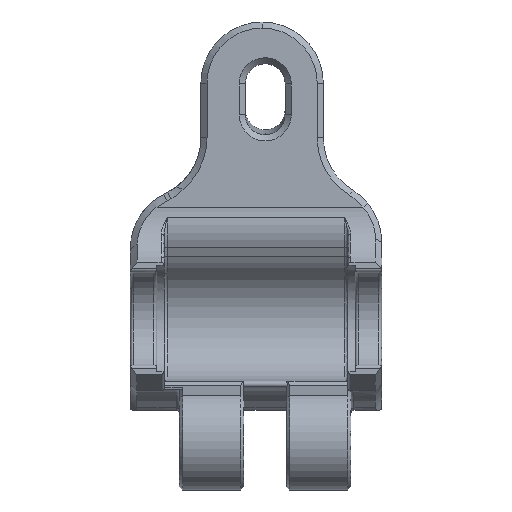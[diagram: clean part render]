
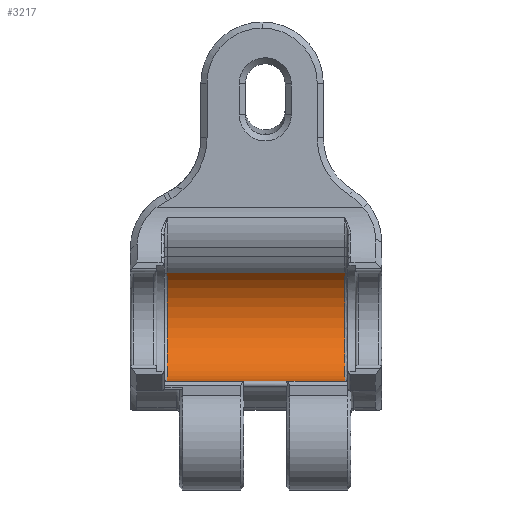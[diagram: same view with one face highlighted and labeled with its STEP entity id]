
A CAD part, front view. The second image highlights one B-rep face of the part: STEP entity #3217.
In plain terms, the highlighted cylindrical face has radius 5 mm (diameter 10 mm), a partial arc.
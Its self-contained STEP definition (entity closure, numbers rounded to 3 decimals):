
#106 = VECTOR ( 'NONE', #2608, 1000. ) ;
#145 = CARTESIAN_POINT ( 'NONE',  ( 33., 11.733, 3.73 ) ) ;
#194 = VERTEX_POINT ( 'NONE', #1117 ) ;
#201 = AXIS2_PLACEMENT_3D ( 'NONE', #1869, #1766, #3882 ) ;
#322 = CARTESIAN_POINT ( 'NONE',  ( 18.5, 9.052, -5.101 ) ) ;
#325 = DIRECTION ( 'NONE',  ( 1., 0., 0. ) ) ;
#468 = DIRECTION ( 'NONE',  ( -1., 0., 0. ) ) ;
#533 = LINE ( 'NONE', #2217, #106 ) ;
#598 = EDGE_CURVE ( 'NONE', #2547, #720, #619, .T. ) ;
#619 = CIRCLE ( 'NONE', #6375, 5. ) ;
#720 = VERTEX_POINT ( 'NONE', #145 ) ;
#794 = EDGE_LOOP ( 'NONE', ( #4876, #4076, #5541, #4721, #5024, #5091, #1196, #1840 ) ) ;
#834 = CARTESIAN_POINT ( 'NONE',  ( 18.5, 8.55, -0.126 ) ) ;
#935 = CARTESIAN_POINT ( 'NONE',  ( 27.998, 9.052, -5.101 ) ) ;
#979 = AXIS2_PLACEMENT_3D ( 'NONE', #3424, #2910, #3931 ) ;
#1117 = CARTESIAN_POINT ( 'NONE',  ( 18.5, 11.733, 3.73 ) ) ;
#1125 = DIRECTION ( 'NONE',  ( 1., 0., 0. ) ) ;
#1142 = DIRECTION ( 'NONE',  ( -1., 0., 0. ) ) ;
#1196 = ORIENTED_EDGE ( 'NONE', *, *, #598, .T. ) ;
#1204 = LINE ( 'NONE', #1718, #4438 ) ;
#1243 = FACE_OUTER_BOUND ( 'NONE', #794, .T. ) ;
#1331 = EDGE_CURVE ( 'NONE', #2292, #3010, #5612, .T. ) ;
#1390 = EDGE_CURVE ( 'NONE', #4495, #2547, #1974, .T. ) ;
#1471 = EDGE_CURVE ( 'NONE', #5670, #4495, #2849, .T. ) ;
#1511 = VECTOR ( 'NONE', #325, 1000. ) ;
#1718 = CARTESIAN_POINT ( 'NONE',  ( 27.998, 11.733, 3.73 ) ) ;
#1766 = DIRECTION ( 'NONE',  ( 1., 0., 0. ) ) ;
#1840 = ORIENTED_EDGE ( 'NONE', *, *, #6702, .T. ) ;
#1869 = CARTESIAN_POINT ( 'NONE',  ( 24.75, 8.55, -0.126 ) ) ;
#1954 = DIRECTION ( 'NONE',  ( 1., 0., 0. ) ) ;
#1974 = LINE ( 'NONE', #935, #1511 ) ;
#2217 = CARTESIAN_POINT ( 'NONE',  ( 27.998, 9.118, -5.093 ) ) ;
#2292 = VERTEX_POINT ( 'NONE', #6386 ) ;
#2372 = EDGE_CURVE ( 'NONE', #2963, #2292, #5794, .T. ) ;
#2395 = CARTESIAN_POINT ( 'NONE',  ( 33., 9.052, -5.101 ) ) ;
#2547 = VERTEX_POINT ( 'NONE', #2395 ) ;
#2608 = DIRECTION ( 'NONE',  ( 1., 0., 0. ) ) ;
#2674 = EDGE_CURVE ( 'NONE', #3010, #5670, #533, .T. ) ;
#2707 = CARTESIAN_POINT ( 'NONE',  ( 28.25, 9.052, -5.101 ) ) ;
#2849 = CIRCLE ( 'NONE', #3069, 5. ) ;
#2910 = DIRECTION ( 'NONE',  ( 1., 0., 0. ) ) ;
#2963 = VERTEX_POINT ( 'NONE', #322 ) ;
#2982 = CARTESIAN_POINT ( 'NONE',  ( 24.75, 9.118, -5.093 ) ) ;
#2985 = DIRECTION ( 'NONE',  ( 0., -0.1, 0.995 ) ) ;
#3010 = VERTEX_POINT ( 'NONE', #2982 ) ;
#3069 = AXIS2_PLACEMENT_3D ( 'NONE', #6125, #468, #2985 ) ;
#3217 = ADVANCED_FACE ( 'NONE', ( #1243 ), #3831, .F. ) ;
#3424 = CARTESIAN_POINT ( 'NONE',  ( 27.998, 8.55, -0.126 ) ) ;
#3607 = EDGE_CURVE ( 'NONE', #194, #2963, #6407, .T. ) ;
#3831 = CYLINDRICAL_SURFACE ( 'NONE', #979, 5. ) ;
#3882 = DIRECTION ( 'NONE',  ( 0., -0.1, 0.995 ) ) ;
#3917 = DIRECTION ( 'NONE',  ( 0., 0., -1. ) ) ;
#3931 = DIRECTION ( 'NONE',  ( 0., 0.1, -0.995 ) ) ;
#4076 = ORIENTED_EDGE ( 'NONE', *, *, #2372, .T. ) ;
#4438 = VECTOR ( 'NONE', #1142, 1000. ) ;
#4495 = VERTEX_POINT ( 'NONE', #2707 ) ;
#4721 = ORIENTED_EDGE ( 'NONE', *, *, #2674, .T. ) ;
#4869 = CARTESIAN_POINT ( 'NONE',  ( 28.25, 9.118, -5.093 ) ) ;
#4876 = ORIENTED_EDGE ( 'NONE', *, *, #3607, .T. ) ;
#4885 = AXIS2_PLACEMENT_3D ( 'NONE', #834, #4978, #3917 ) ;
#4978 = DIRECTION ( 'NONE',  ( -1., 0., 0. ) ) ;
#5024 = ORIENTED_EDGE ( 'NONE', *, *, #1471, .T. ) ;
#5091 = ORIENTED_EDGE ( 'NONE', *, *, #1390, .T. ) ;
#5541 = ORIENTED_EDGE ( 'NONE', *, *, #1331, .T. ) ;
#5612 = CIRCLE ( 'NONE', #201, 5. ) ;
#5670 = VERTEX_POINT ( 'NONE', #4869 ) ;
#5794 = LINE ( 'NONE', #6355, #6726 ) ;
#5999 = DIRECTION ( 'NONE',  ( 0., 0., -1. ) ) ;
#6125 = CARTESIAN_POINT ( 'NONE',  ( 28.25, 8.55, -0.126 ) ) ;
#6355 = CARTESIAN_POINT ( 'NONE',  ( 27.998, 9.052, -5.101 ) ) ;
#6375 = AXIS2_PLACEMENT_3D ( 'NONE', #6711, #1954, #5999 ) ;
#6386 = CARTESIAN_POINT ( 'NONE',  ( 24.75, 9.052, -5.101 ) ) ;
#6407 = CIRCLE ( 'NONE', #4885, 5. ) ;
#6702 = EDGE_CURVE ( 'NONE', #720, #194, #1204, .T. ) ;
#6711 = CARTESIAN_POINT ( 'NONE',  ( 33., 8.55, -0.126 ) ) ;
#6726 = VECTOR ( 'NONE', #1125, 1000. ) ;
